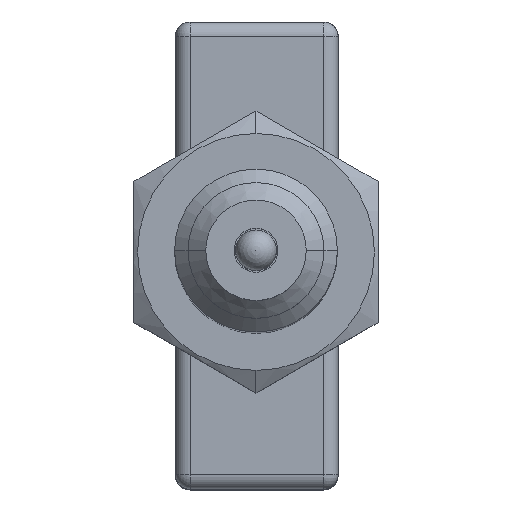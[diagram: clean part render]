
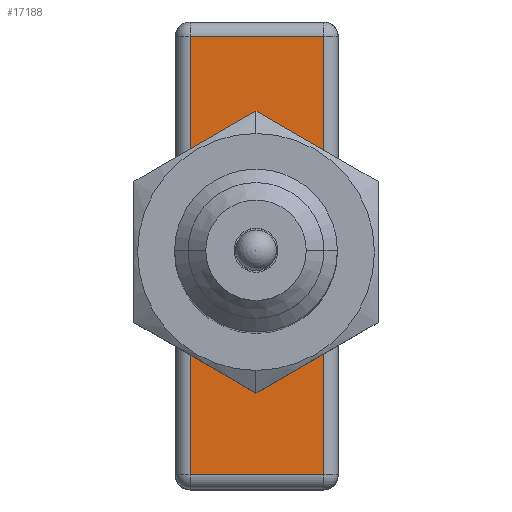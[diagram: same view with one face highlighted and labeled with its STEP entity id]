
A CAD part, top view. The second image highlights one B-rep face of the part: STEP entity #17188.
In plain terms, the highlighted planar face has unit normal (0, 0, 1).
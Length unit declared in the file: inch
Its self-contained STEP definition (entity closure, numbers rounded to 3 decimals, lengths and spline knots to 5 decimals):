
#1200 = FACE_BOUND ( 'NONE', #1497, .T. ) ;
#1439 = CIRCLE ( 'NONE', #1916, 0.154 ) ;
#1497 = EDGE_LOOP ( 'NONE', ( #2607, #24660 ) ) ;
#1916 = AXIS2_PLACEMENT_3D ( 'NONE', #17242, #25123, #27238 ) ;
#1947 = VECTOR ( 'NONE', #18772, 39.37008 ) ;
#2607 = ORIENTED_EDGE ( 'NONE', *, *, #4765, .F. ) ;
#2611 = DIRECTION ( 'NONE',  ( 0., 0., 1. ) ) ;
#3079 = PLANE ( 'NONE',  #8931 ) ;
#3363 = ORIENTED_EDGE ( 'NONE', *, *, #32358, .F. ) ;
#4765 = EDGE_CURVE ( 'NONE', #28631, #33650, #14087, .T. ) ;
#4800 = CARTESIAN_POINT ( 'NONE',  ( 0.2075, 0.6725, -6. ) ) ;
#5753 = CARTESIAN_POINT ( 'NONE',  ( 0.0025, 0.6725, -6. ) ) ;
#6435 = LINE ( 'NONE', #23829, #1947 ) ;
#6766 = EDGE_CURVE ( 'NONE', #21194, #19714, #6435, .T. ) ;
#7663 = EDGE_CURVE ( 'NONE', #30054, #21194, #19589, .T. ) ;
#7851 = DIRECTION ( 'NONE',  ( 0., 1., 0. ) ) ;
#8028 = ORIENTED_EDGE ( 'NONE', *, *, #32501, .F. ) ;
#8931 = AXIS2_PLACEMENT_3D ( 'NONE', #31492, #10739, #21294 ) ;
#10006 = LINE ( 'NONE', #5753, #20243 ) ;
#10089 = CARTESIAN_POINT ( 'NONE',  ( -0.2025, 0.53812, -6. ) ) ;
#10132 = VECTOR ( 'NONE', #33272, 39.37008 ) ;
#10739 = DIRECTION ( 'NONE',  ( 0., 0., -1. ) ) ;
#11121 = CARTESIAN_POINT ( 'NONE',  ( 0., -0.154, -6. ) ) ;
#12729 = DIRECTION ( 'NONE',  ( 0., 1., 0. ) ) ;
#13110 = CARTESIAN_POINT ( 'NONE',  ( -0.2025, 0.6725, -6. ) ) ;
#14087 = CIRCLE ( 'NONE', #33150, 0.154 ) ;
#16386 = FACE_OUTER_BOUND ( 'NONE', #32750, .T. ) ;
#17188 = ADVANCED_FACE ( 'NONE', ( #16386, #1200 ), #3079, .F. ) ;
#17242 = CARTESIAN_POINT ( 'NONE',  ( 0., 0., -6. ) ) ;
#18000 = CARTESIAN_POINT ( 'NONE',  ( 0.2075, 0.35875, -6. ) ) ;
#18772 = DIRECTION ( 'NONE',  ( -1., 0., 0. ) ) ;
#19364 = DIRECTION ( 'NONE',  ( 1., 0., 0. ) ) ;
#19589 = LINE ( 'NONE', #18000, #10132 ) ;
#19714 = VERTEX_POINT ( 'NONE', #21415 ) ;
#20243 = VECTOR ( 'NONE', #19364, 39.37008 ) ;
#21194 = VERTEX_POINT ( 'NONE', #22163 ) ;
#21294 = DIRECTION ( 'NONE',  ( 0., 1., 0. ) ) ;
#21415 = CARTESIAN_POINT ( 'NONE',  ( -0.2025, -0.6725, -6. ) ) ;
#22163 = CARTESIAN_POINT ( 'NONE',  ( 0.2075, -0.6725, -6. ) ) ;
#22954 = EDGE_CURVE ( 'NONE', #33650, #28631, #1439, .T. ) ;
#23565 = LINE ( 'NONE', #10089, #26405 ) ;
#23819 = ORIENTED_EDGE ( 'NONE', *, *, #6766, .F. ) ;
#23829 = CARTESIAN_POINT ( 'NONE',  ( 0.0025, -0.6725, -6. ) ) ;
#24660 = ORIENTED_EDGE ( 'NONE', *, *, #22954, .F. ) ;
#25123 = DIRECTION ( 'NONE',  ( 0., 0., 1. ) ) ;
#26080 = CARTESIAN_POINT ( 'NONE',  ( 0., 0.154, -6. ) ) ;
#26405 = VECTOR ( 'NONE', #12729, 39.37008 ) ;
#27238 = DIRECTION ( 'NONE',  ( 0., 1., 0. ) ) ;
#28492 = CARTESIAN_POINT ( 'NONE',  ( 0., 0., -6. ) ) ;
#28631 = VERTEX_POINT ( 'NONE', #26080 ) ;
#30054 = VERTEX_POINT ( 'NONE', #4800 ) ;
#31492 = CARTESIAN_POINT ( 'NONE',  ( 0.0025, 0.35875, -6. ) ) ;
#31542 = VERTEX_POINT ( 'NONE', #13110 ) ;
#32358 = EDGE_CURVE ( 'NONE', #19714, #31542, #23565, .T. ) ;
#32501 = EDGE_CURVE ( 'NONE', #31542, #30054, #10006, .T. ) ;
#32750 = EDGE_LOOP ( 'NONE', ( #3363, #23819, #32807, #8028 ) ) ;
#32807 = ORIENTED_EDGE ( 'NONE', *, *, #7663, .F. ) ;
#33150 = AXIS2_PLACEMENT_3D ( 'NONE', #28492, #2611, #7851 ) ;
#33272 = DIRECTION ( 'NONE',  ( 0., -1., 0. ) ) ;
#33650 = VERTEX_POINT ( 'NONE', #11121 ) ;
